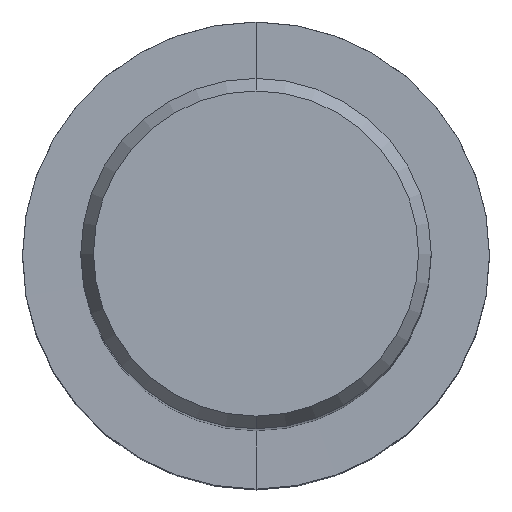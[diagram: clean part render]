
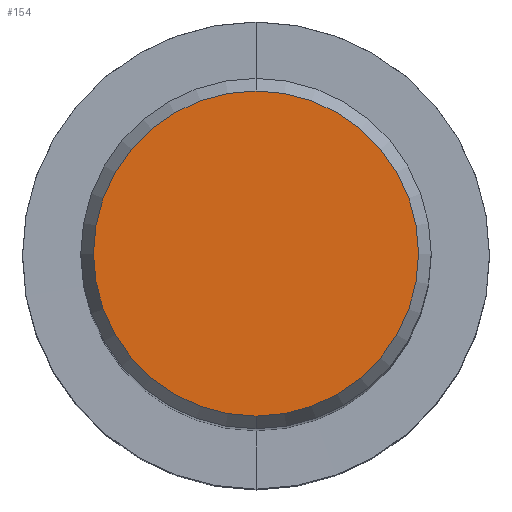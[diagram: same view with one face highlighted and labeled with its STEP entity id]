
A CAD part, top view. The second image highlights one B-rep face of the part: STEP entity #154.
In plain terms, the highlighted planar face has unit normal (0, 0, 1).
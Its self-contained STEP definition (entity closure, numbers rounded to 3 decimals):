
#100=VERTEX_POINT('',#216);
#102=EDGE_CURVE('',#122,#100,#218,.T.);
#122=VERTEX_POINT('',#238);
#148=EDGE_CURVE('',#100,#122,#269,.T.);
#154=ADVANCED_FACE('',(#276),#277,.T.);
#216=CARTESIAN_POINT('',(0.0,8.837,0.01));
#218=CIRCLE('',#345,8.837);
#238=CARTESIAN_POINT('',(0.,-8.837,0.01));
#269=CIRCLE('',#407,8.837);
#276=FACE_OUTER_BOUND('',#414,.T.);
#277=PLANE('',#415);
#345=AXIS2_PLACEMENT_3D('',#474,#475,#476);
#407=AXIS2_PLACEMENT_3D('',#531,#532,#533);
#414=EDGE_LOOP('',(#541,#542));
#415=AXIS2_PLACEMENT_3D('',#543,#544,#545);
#474=CARTESIAN_POINT('',(0.0,0.0,0.01));
#475=DIRECTION('',(0.0,0.0,-1.0));
#476=DIRECTION('',(0.0,1.0,0.0));
#531=CARTESIAN_POINT('',(0.0,0.0,0.01));
#532=DIRECTION('',(0.0,0.0,-1.0));
#533=DIRECTION('',(0.0,1.0,0.0));
#541=ORIENTED_EDGE('',*,*,#148,.F.);
#542=ORIENTED_EDGE('',*,*,#102,.F.);
#543=CARTESIAN_POINT('',(0.0,4.419,0.01));
#544=DIRECTION('',(-0.0,0.0,1.0));
#545=DIRECTION('',(0.0,-1.0,0.0));
